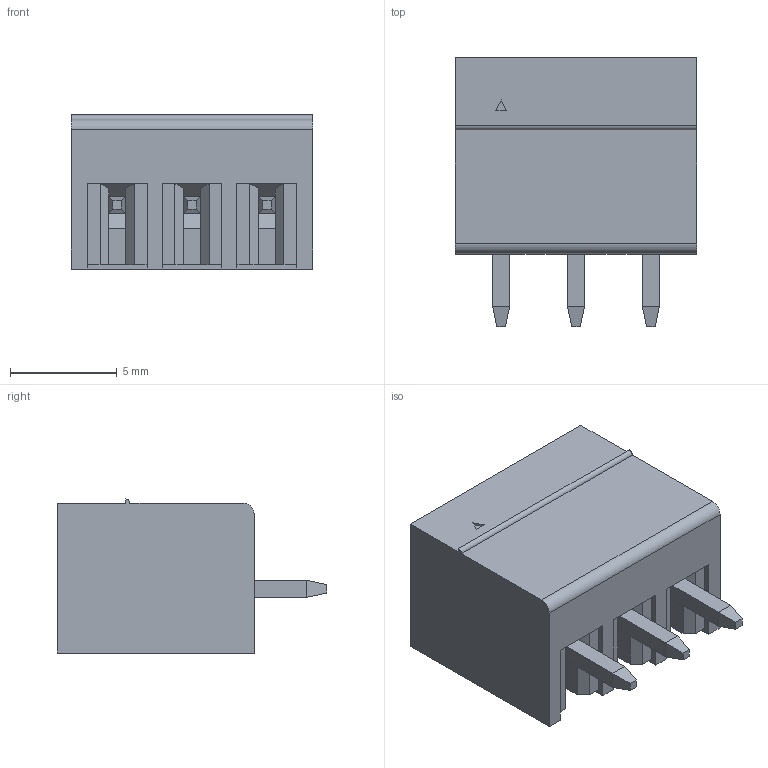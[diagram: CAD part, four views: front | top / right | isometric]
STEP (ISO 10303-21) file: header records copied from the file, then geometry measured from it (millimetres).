
FILE_DESCRIPTION (( 'STEP AP214' ), '1' );
FILE_NAME ('15EDGVC-3.5-03P-14-00AH.STEP', '2021-01-29T05:23:03', ( '' ), ( '' ), 'SwSTEP 2.0', 'SolidWorks 2020', '' );
FILE_SCHEMA (( 'AUTOMOTIVE_DESIGN' ));
Length unit declared in the file: millimetre
Products named in the file (1): 15EDGVC-3.5-03P-14-00AH
Bounding box: 11.3 x 12.6 x 7.2 mm (x, y, z)
Volume: 334.9 mm3; surface area: 1166.7 mm2
Topology: 1 solids, 1 shells, 511 faces, 1368 edges, 894 vertices
Faces by surface type: plane 356, bspline 135, cylinder 11, torus 6, cone 3
Entity records: 26166 total; most frequent: CARTESIAN_POINT 10743, ORIENTED_EDGE 2736, DIRECTION 1883, EDGE_CURVE 1368, LINE 1055, VECTOR 1055, VERTEX_POINT 894, EDGE_LOOP 546
